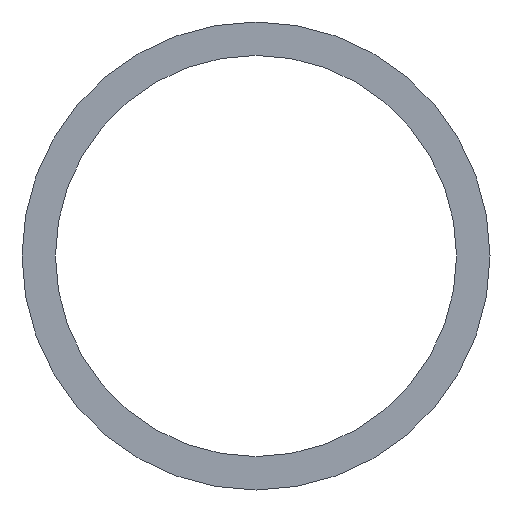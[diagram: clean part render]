
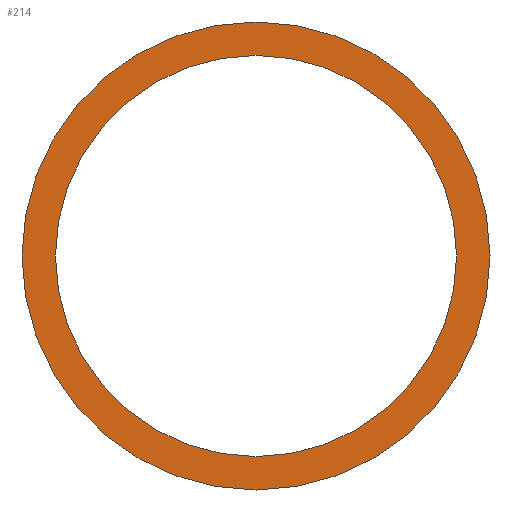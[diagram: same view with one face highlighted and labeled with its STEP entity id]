
A CAD part, front view. The second image highlights one B-rep face of the part: STEP entity #214.
In plain terms, the highlighted planar face has unit normal (0, -1, 0).
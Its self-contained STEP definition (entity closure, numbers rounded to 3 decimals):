
#5 = ORIENTED_EDGE ( 'NONE', *, *, #82, .F. ) ;
#13 = DIRECTION ( 'NONE',  ( 0., 1., 0. ) ) ;
#23 = CARTESIAN_POINT ( 'NONE',  ( 0., 0., 7. ) ) ;
#24 = VERTEX_POINT ( 'NONE', #23 ) ;
#30 = CIRCLE ( 'NONE', #133, 7. ) ;
#36 = CIRCLE ( 'NONE', #218, 7. ) ;
#38 = FACE_BOUND ( 'NONE', #39, .T. ) ;
#39 = EDGE_LOOP ( 'NONE', ( #177, #230 ) ) ;
#40 = AXIS2_PLACEMENT_3D ( 'NONE', #132, #70, #224 ) ;
#47 = CARTESIAN_POINT ( 'NONE',  ( 0., 0., 0. ) ) ;
#51 = CARTESIAN_POINT ( 'NONE',  ( 0., 0., 0. ) ) ;
#68 = EDGE_LOOP ( 'NONE', ( #247, #5 ) ) ;
#70 = DIRECTION ( 'NONE',  ( 0., 1., 0. ) ) ;
#75 = EDGE_CURVE ( 'NONE', #152, #147, #172, .T. ) ;
#80 = EDGE_CURVE ( 'NONE', #83, #24, #36, .T. ) ;
#82 = EDGE_CURVE ( 'NONE', #24, #83, #30, .T. ) ;
#83 = VERTEX_POINT ( 'NONE', #129 ) ;
#87 = CARTESIAN_POINT ( 'NONE',  ( 0., 0., 0. ) ) ;
#89 = AXIS2_PLACEMENT_3D ( 'NONE', #87, #13, #91 ) ;
#91 = DIRECTION ( 'NONE',  ( 0., 0., 1. ) ) ;
#107 = CARTESIAN_POINT ( 'NONE',  ( 0., 0., -6. ) ) ;
#108 = DIRECTION ( 'NONE',  ( 0., 1., 0. ) ) ;
#111 = CARTESIAN_POINT ( 'NONE',  ( 0., 0., 0. ) ) ;
#129 = CARTESIAN_POINT ( 'NONE',  ( 0., 0., -7. ) ) ;
#131 = DIRECTION ( 'NONE',  ( 0., 0., 1. ) ) ;
#132 = CARTESIAN_POINT ( 'NONE',  ( 0., 0., 0. ) ) ;
#133 = AXIS2_PLACEMENT_3D ( 'NONE', #51, #208, #131 ) ;
#147 = VERTEX_POINT ( 'NONE', #226 ) ;
#152 = VERTEX_POINT ( 'NONE', #107 ) ;
#153 = DIRECTION ( 'NONE',  ( 0., 1., 0. ) ) ;
#165 = DIRECTION ( 'NONE',  ( 0., 0., 1. ) ) ;
#167 = PLANE ( 'NONE',  #89 ) ;
#172 = CIRCLE ( 'NONE', #40, 6. ) ;
#174 = FACE_OUTER_BOUND ( 'NONE', #68, .T. ) ;
#176 = EDGE_CURVE ( 'NONE', #147, #152, #233, .T. ) ;
#177 = ORIENTED_EDGE ( 'NONE', *, *, #75, .T. ) ;
#179 = DIRECTION ( 'NONE',  ( 0., 0., 1. ) ) ;
#208 = DIRECTION ( 'NONE',  ( 0., 1., 0. ) ) ;
#214 = ADVANCED_FACE ( 'NONE', ( #174, #38 ), #167, .F. ) ;
#218 = AXIS2_PLACEMENT_3D ( 'NONE', #47, #153, #179 ) ;
#221 = AXIS2_PLACEMENT_3D ( 'NONE', #111, #108, #165 ) ;
#224 = DIRECTION ( 'NONE',  ( 0., 0., 1. ) ) ;
#226 = CARTESIAN_POINT ( 'NONE',  ( 0., 0., 6. ) ) ;
#230 = ORIENTED_EDGE ( 'NONE', *, *, #176, .T. ) ;
#233 = CIRCLE ( 'NONE', #221, 6. ) ;
#247 = ORIENTED_EDGE ( 'NONE', *, *, #80, .F. ) ;
